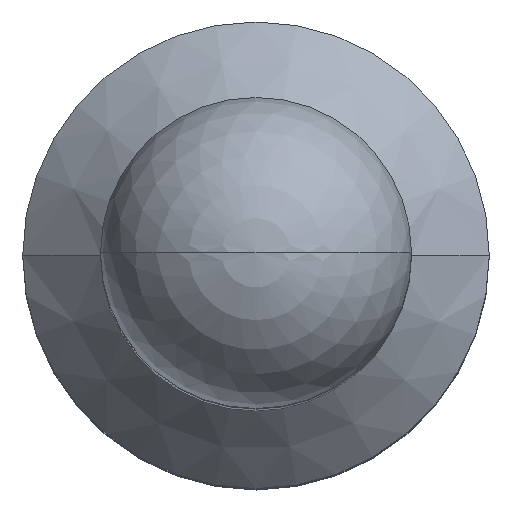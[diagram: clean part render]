
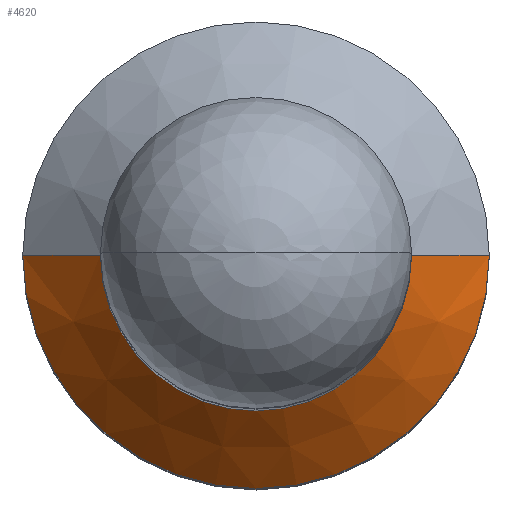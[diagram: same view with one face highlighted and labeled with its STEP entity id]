
A CAD part, top view. The second image highlights one B-rep face of the part: STEP entity #4620.
In plain terms, the highlighted conical face has half-angle 45 degrees and reference radius 3 mm.
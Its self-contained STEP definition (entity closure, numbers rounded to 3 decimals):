
#650=CARTESIAN_POINT('',(76.328,49.655,0.));
#660=VERTEX_POINT('',#650);
#690=CARTESIAN_POINT('',(76.328,47.655,0.));
#700=DIRECTION('',(1.,0.,0.));
#710=DIRECTION('',(0.,-1.,0.));
#720=AXIS2_PLACEMENT_3D('',#690,#700,#710);
#730=CIRCLE('',#720,2.);
#740=CARTESIAN_POINT('',(76.328,45.655,0.));
#750=VERTEX_POINT('',#740);
#2690=CARTESIAN_POINT('',(77.328,50.655,0.));
#2700=VERTEX_POINT('',#2690);
#2780=CARTESIAN_POINT('',(77.328,44.655,0.));
#2790=VERTEX_POINT('',#2780);
#2820=CARTESIAN_POINT('',(77.328,47.655,0.));
#2830=DIRECTION('',(1.,0.,0.));
#2840=DIRECTION('',(0.,-1.,0.));
#2850=AXIS2_PLACEMENT_3D('',#2820,#2830,#2840);
#2860=CIRCLE('',#2850,3.);
#2970=CARTESIAN_POINT('',(77.328,50.655,0.));
#2980=DIRECTION('',(0.707,0.707,
0.));
#2990=VECTOR('',#2980,4.243);
#3000=LINE('',#2970,#2990);
#3010=EDGE_CURVE('',#660,#2700,#3000,.T.);
#3040=CARTESIAN_POINT('',(77.328,44.655,0.));
#3050=DIRECTION('',(0.707,-0.707,0.));
#3060=VECTOR('',#3050,4.243);
#3070=LINE('',#3040,#3060);
#3080=EDGE_CURVE('',#750,#2790,#3070,.T.);
#4180=EDGE_CURVE('',#2790,#2700,#2860,.T.);
#4500=CARTESIAN_POINT('',(77.328,47.655,0.));
#4510=DIRECTION('',(1.,0.,0.));
#4520=DIRECTION('',(0.,-1.,0.));
#4530=AXIS2_PLACEMENT_3D('',#4500,#4510,#4520);
#4540=CONICAL_SURFACE('',#4530,3.,0.785);
#4550=ORIENTED_EDGE('',*,*,#4180,.F.);
#4560=ORIENTED_EDGE('',*,*,#3010,.T.);
#4570=EDGE_CURVE('',#750,#660,#730,.T.);
#4580=ORIENTED_EDGE('',*,*,#4570,.T.);
#4590=ORIENTED_EDGE('',*,*,#3080,.F.);
#4600=EDGE_LOOP('',(#4590,#4580,#4560,#4550));
#4610=FACE_OUTER_BOUND('',#4600,.T.);
#4620=ADVANCED_FACE('',(#4610),#4540,.T.);
